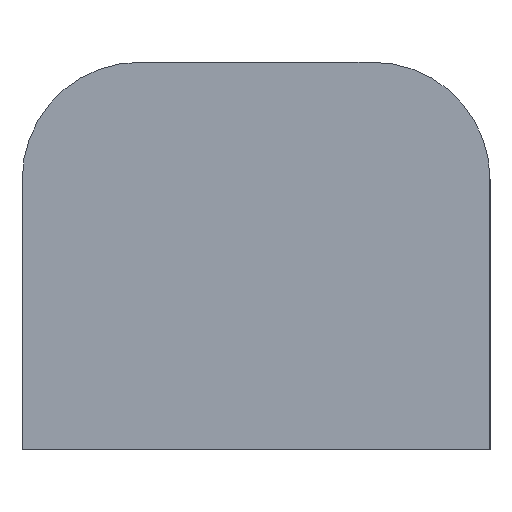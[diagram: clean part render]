
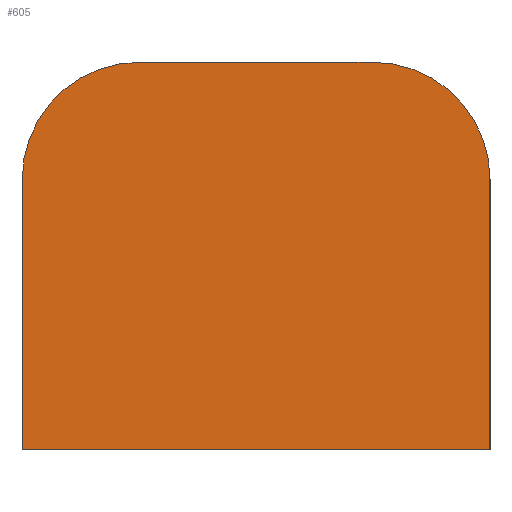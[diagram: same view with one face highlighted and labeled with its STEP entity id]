
A CAD part, left-side view. The second image highlights one B-rep face of the part: STEP entity #605.
In plain terms, the highlighted planar face has unit normal (-1, 0, 0).
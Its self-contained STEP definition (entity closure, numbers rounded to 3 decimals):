
#233 = VERTEX_POINT('',#234);
#234 = CARTESIAN_POINT('',(-2.5,8.,9.251));
#240 = EDGE_CURVE('',#233,#241,#243,.T.);
#241 = VERTEX_POINT('',#242);
#242 = CARTESIAN_POINT('',(-2.5,8.,0.));
#243 = LINE('',#244,#245);
#244 = CARTESIAN_POINT('',(-2.5,8.,9.251));
#245 = VECTOR('',#246,1.);
#246 = DIRECTION('',(-0.,0.,-1.));
#313 = EDGE_CURVE('',#314,#233,#316,.T.);
#314 = VERTEX_POINT('',#315);
#315 = CARTESIAN_POINT('',(-2.5,4.,13.251));
#316 = CIRCLE('',#317,4.);
#317 = AXIS2_PLACEMENT_3D('',#318,#319,#320);
#318 = CARTESIAN_POINT('',(-2.5,4.,9.251));
#319 = DIRECTION('',(-1.,0.,0.));
#320 = DIRECTION('',(0.,-1.,0.));
#361 = VERTEX_POINT('',#362);
#362 = CARTESIAN_POINT('',(-2.5,-4.,13.251));
#368 = EDGE_CURVE('',#361,#314,#369,.T.);
#369 = LINE('',#370,#371);
#370 = CARTESIAN_POINT('',(-2.5,-4.,13.251));
#371 = VECTOR('',#372,1.);
#372 = DIRECTION('',(0.,1.,0.));
#426 = EDGE_CURVE('',#427,#361,#429,.T.);
#427 = VERTEX_POINT('',#428);
#428 = CARTESIAN_POINT('',(-2.5,-8.,9.251));
#429 = CIRCLE('',#430,4.);
#430 = AXIS2_PLACEMENT_3D('',#431,#432,#433);
#431 = CARTESIAN_POINT('',(-2.5,-4.,9.251));
#432 = DIRECTION('',(-1.,0.,0.));
#433 = DIRECTION('',(0.,-1.,0.));
#499 = VERTEX_POINT('',#500);
#500 = CARTESIAN_POINT('',(-2.5,-8.,0.));
#506 = EDGE_CURVE('',#499,#427,#507,.T.);
#507 = LINE('',#508,#509);
#508 = CARTESIAN_POINT('',(-2.5,-8.,0.));
#509 = VECTOR('',#510,1.);
#510 = DIRECTION('',(0.,0.,1.));
#605 = ADVANCED_FACE('',(#606),#619,.F.);
#606 = FACE_BOUND('',#607,.T.);
#607 = EDGE_LOOP('',(#608,#614,#615,#616,#617,#618));
#608 = ORIENTED_EDGE('',*,*,#609,.T.);
#609 = EDGE_CURVE('',#241,#499,#610,.T.);
#610 = LINE('',#611,#612);
#611 = CARTESIAN_POINT('',(-2.5,8.,0.));
#612 = VECTOR('',#613,1.);
#613 = DIRECTION('',(0.,-1.,0.));
#614 = ORIENTED_EDGE('',*,*,#506,.T.);
#615 = ORIENTED_EDGE('',*,*,#426,.T.);
#616 = ORIENTED_EDGE('',*,*,#368,.T.);
#617 = ORIENTED_EDGE('',*,*,#313,.T.);
#618 = ORIENTED_EDGE('',*,*,#240,.T.);
#619 = PLANE('',#620);
#620 = AXIS2_PLACEMENT_3D('',#621,#622,#623);
#621 = CARTESIAN_POINT('',(-2.5,8.,0.));
#622 = DIRECTION('',(1.,0.,0.));
#623 = DIRECTION('',(0.,1.,0.));
